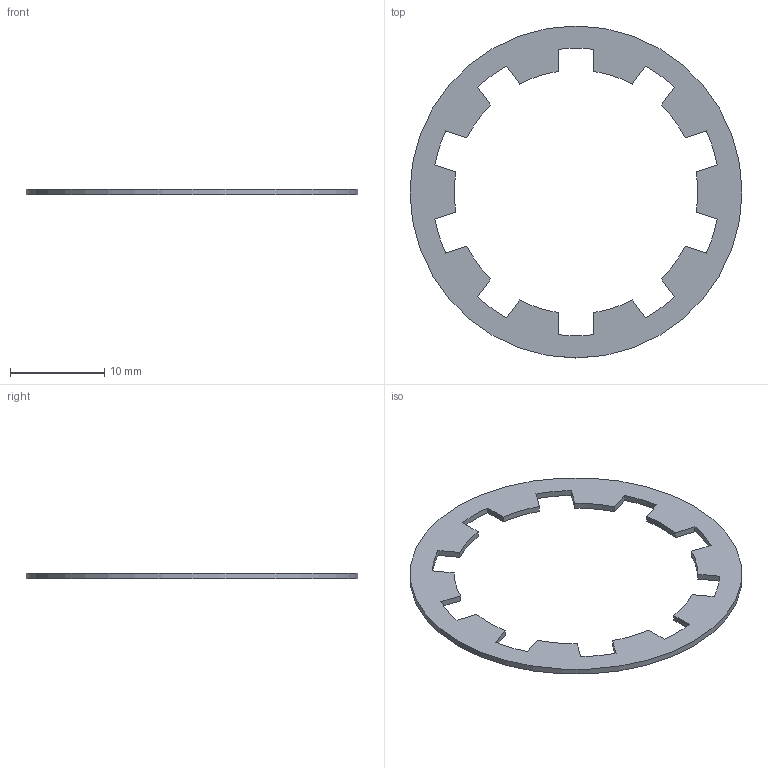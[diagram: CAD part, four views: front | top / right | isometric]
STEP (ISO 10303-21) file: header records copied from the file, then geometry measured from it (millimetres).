
FILE_DESCRIPTION((''),'2;1');
FILE_NAME('Chassis_Serrure_Rondelle_Ecrou.stp','2009-02-12T21:14:42',('Alex_Cyril'),(''),'Autodesk Inventor 11','Autodesk Inventor 11','');
FILE_SCHEMA(('AUTOMOTIVE_DESIGN { 1 0 10303 214 1 1 1 1 }'));
Length unit declared in the file: inch
Products named in the file (1): Chassis_Serrure_Rondelle_Ecrou
Bounding box: 35.31 x 35.31 x 0.64 mm (x, y, z)
Volume: 230.2 mm3; surface area: 877.2 mm2
Topology: 1 solids, 1 shells, 43 faces, 123 edges, 82 vertices
Faces by surface type: plane 22, cylinder 21
Full cylindrical faces by diameter (mm): 35.306 x1
Entity records: 1443 total; most frequent: DIRECTION 252, CARTESIAN_POINT 248, ORIENTED_EDGE 244, EDGE_CURVE 122, AXIS2_PLACEMENT_3D 86, VERTEX_POINT 82, VECTOR 80, LINE 80
